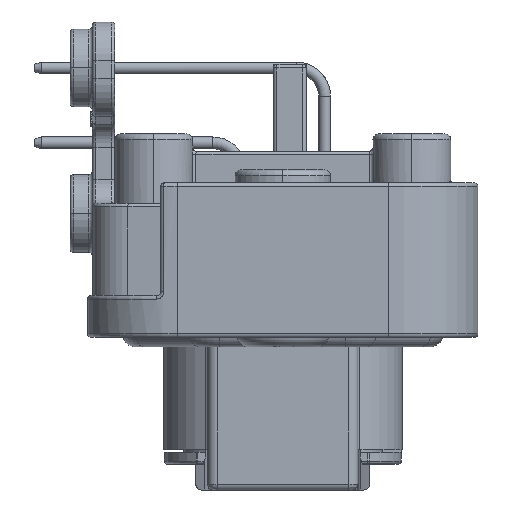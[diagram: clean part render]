
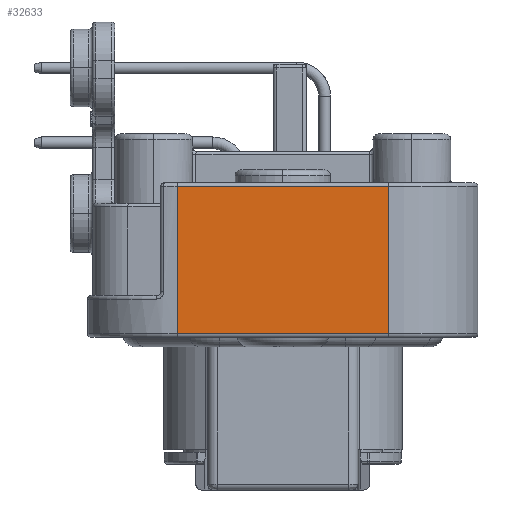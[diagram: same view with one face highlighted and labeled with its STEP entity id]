
A CAD part, front view. The second image highlights one B-rep face of the part: STEP entity #32633.
In plain terms, the highlighted planar face has unit normal (0, -1, 0).
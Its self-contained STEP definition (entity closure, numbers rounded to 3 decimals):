
#32291=VERTEX_POINT('',#32292);
#32292=CARTESIAN_POINT('',(8.95,-26.28,9.85));
#32316=EDGE_CURVE('',#32291,#32317,#32319,.T.);
#32317=VERTEX_POINT('',#32318);
#32318=CARTESIAN_POINT('',(-8.95,-26.28,9.85));
#32319=LINE('',#32320,#32321);
#32320=CARTESIAN_POINT('',(8.95,-26.28,9.85));
#32321=VECTOR('',#32322,1.0);
#32322=DIRECTION('',(-1.0,0.0,0.0));
#32427=EDGE_CURVE('',#32317,#32428,#32430,.T.);
#32428=VERTEX_POINT('',#32429);
#32429=CARTESIAN_POINT('',(-8.95,-26.28,22.35));
#32430=LINE('',#32431,#32432);
#32431=CARTESIAN_POINT('',(-8.95,-26.28,9.85));
#32432=VECTOR('',#32433,1.0);
#32433=DIRECTION('',(0.,0.0,1.0));
#32475=EDGE_CURVE('',#32428,#32476,#32478,.T.);
#32476=VERTEX_POINT('',#32477);
#32477=CARTESIAN_POINT('',(8.95,-26.28,22.35));
#32478=LINE('',#32479,#32480);
#32479=CARTESIAN_POINT('',(-8.95,-26.28,22.35));
#32480=VECTOR('',#32481,1.0);
#32481=DIRECTION('',(1.0,0.0,0.0));
#32620=EDGE_CURVE('',#32476,#32291,#32621,.T.);
#32621=LINE('',#32622,#32623);
#32622=CARTESIAN_POINT('',(8.95,-26.28,22.35));
#32623=VECTOR('',#32624,1.0);
#32624=DIRECTION('',(0.,0.0,-1.0));
#32633=ADVANCED_FACE('',(#32634),#32640,.T.);
#32634=FACE_BOUND('',#32635,.T.);
#32635=EDGE_LOOP('',(#32636,#32637,#32638,#32639));
#32636=ORIENTED_EDGE('',*,*,#32427,.F.);
#32637=ORIENTED_EDGE('',*,*,#32316,.F.);
#32638=ORIENTED_EDGE('',*,*,#32620,.F.);
#32639=ORIENTED_EDGE('',*,*,#32475,.F.);
#32640=PLANE('',#32641);
#32641=AXIS2_PLACEMENT_3D('',#32642,#32643,#32644);
#32642=CARTESIAN_POINT('',(-16.55,-26.28,22.65));
#32643=DIRECTION('',(0.0,-1.0,0.0));
#32644=DIRECTION('',(0.0,0.0,-1.0));
